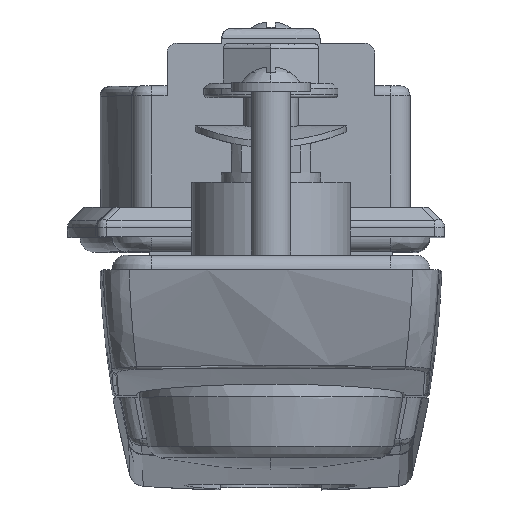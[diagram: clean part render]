
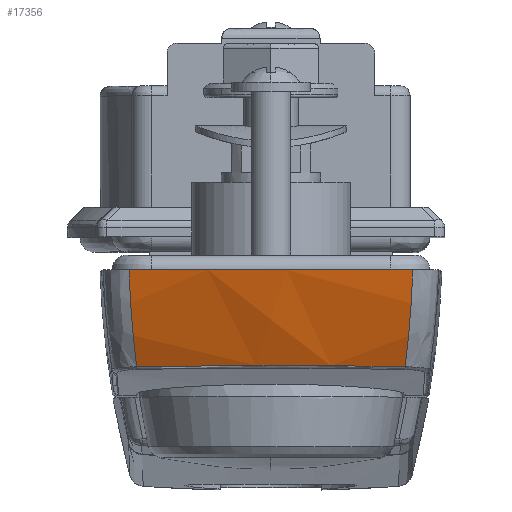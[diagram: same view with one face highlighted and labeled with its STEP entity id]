
A CAD part, top view. The second image highlights one B-rep face of the part: STEP entity #17356.
In plain terms, the highlighted free-form (B-spline) face has degree [2, 2] with [3, 3] control points.
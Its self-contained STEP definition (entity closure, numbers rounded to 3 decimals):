
#14050=CARTESIAN_POINT('',(-9.743,-13.518,26.304));
#14051=VERTEX_POINT('',#14050);
#14312=CARTESIAN_POINT('',(-9.743,13.518,26.304));
#14313=VERTEX_POINT('',#14312);
#14345=CARTESIAN_POINT('',(-9.743,13.518,26.304));
#14346=CARTESIAN_POINT('',(-9.696,11.275,26.602));
#14347=CARTESIAN_POINT('',(-9.661,9.027,26.827));
#14348=CARTESIAN_POINT('',(-9.613,4.521,27.126));
#14349=CARTESIAN_POINT('',(-9.601,2.263,27.201));
#14350=CARTESIAN_POINT('',(-9.601,-1.131,27.201));
#14351=CARTESIAN_POINT('',(-9.604,-2.261,27.182));
#14352=CARTESIAN_POINT('',(-9.616,-4.52,27.107));
#14353=CARTESIAN_POINT('',(-9.625,-5.647,27.051));
#14354=CARTESIAN_POINT('',(-9.661,-9.027,26.827));
#14355=CARTESIAN_POINT('',(-9.696,-11.275,26.602));
#14356=CARTESIAN_POINT('',(-9.743,-13.518,26.304));
#14357=B_SPLINE_CURVE_WITH_KNOTS('',3,(#14345,#14346,#14347,#14348,#14349,#14350,#14351,#14352,#14353,#14354,#14355,#14356),.UNSPECIFIED.,.F.,.U.,(4,2,2,2,2,4),(0.0,0.25,0.5,0.625,0.75,1.0),.UNSPECIFIED.);
#14358=EDGE_CURVE('',#14313,#14051,#14357,.T.);
#15261=CARTESIAN_POINT('',(0.,-14.277,29.439));
#15262=VERTEX_POINT('',#15261);
#15263=CARTESIAN_POINT('',(-9.743,-13.518,26.304));
#15264=CARTESIAN_POINT('',(-9.362,-13.565,26.497));
#15265=CARTESIAN_POINT('',(-8.977,-13.611,26.683));
#15266=CARTESIAN_POINT('',(-8.2,-13.7,27.039));
#15267=CARTESIAN_POINT('',(-7.417,-13.785,27.379));
#15268=CARTESIAN_POINT('',(-6.62,-13.862,27.689));
#15269=CARTESIAN_POINT('',(-5.815,-13.936,27.983));
#15270=CARTESIAN_POINT('',(-5.41,-13.97,28.123));
#15271=CARTESIAN_POINT('',(-4.188,-14.067,28.516));
#15272=CARTESIAN_POINT('',(-3.362,-14.122,28.746));
#15273=CARTESIAN_POINT('',(-2.109,-14.191,29.043));
#15274=CARTESIAN_POINT('',(-1.69,-14.212,29.134));
#15275=CARTESIAN_POINT('',(-1.058,-14.239,29.258));
#15276=CARTESIAN_POINT('',(-0.847,-14.247,29.297));
#15277=CARTESIAN_POINT('',(-0.424,-14.263,29.371));
#15278=CARTESIAN_POINT('',(-0.212,-14.27,29.406));
#15279=CARTESIAN_POINT('',(0.,-14.277,29.439));
#15280=B_SPLINE_CURVE_WITH_KNOTS('',3,(#15263,#15264,#15265,#15266,#15267,#15268,#15269,#15270,#15271,#15272,#15273,#15274,#15275,#15276,#15277,#15278,#15279),.UNSPECIFIED.,.F.,.U.,(4,2,1,2,2,2,2,2,4),(0.0,0.125,0.25,0.375,0.5,0.75,0.875,0.938,1.0),.UNSPECIFIED.);
#15281=EDGE_CURVE('',#14051,#15262,#15280,.T.);
#15412=CARTESIAN_POINT('',(0.,14.277,29.439));
#15413=VERTEX_POINT('',#15412);
#15414=CARTESIAN_POINT('',(0.,14.277,29.439));
#15415=CARTESIAN_POINT('',(-0.212,14.27,29.406));
#15416=CARTESIAN_POINT('',(-0.424,14.263,29.371));
#15417=CARTESIAN_POINT('',(-0.847,14.247,29.297));
#15418=CARTESIAN_POINT('',(-1.48,14.222,29.179));
#15419=CARTESIAN_POINT('',(-2.528,14.171,28.952));
#15420=CARTESIAN_POINT('',(-3.358,14.12,28.738));
#15421=CARTESIAN_POINT('',(-4.184,14.065,28.508));
#15422=CARTESIAN_POINT('',(-4.595,14.035,28.385));
#15423=CARTESIAN_POINT('',(-5.818,13.938,27.991));
#15424=CARTESIAN_POINT('',(-6.621,13.865,27.698));
#15425=CARTESIAN_POINT('',(-8.204,13.702,27.046));
#15426=CARTESIAN_POINT('',(-8.981,13.613,26.69));
#15427=CARTESIAN_POINT('',(-9.743,13.518,26.304));
#15428=B_SPLINE_CURVE_WITH_KNOTS('',3,(#15414,#15415,#15416,#15417,#15418,#15419,#15420,#15421,#15422,#15423,#15424,#15425,#15426,#15427),.UNSPECIFIED.,.F.,.U.,(4,2,1,1,2,2,2,4),(0.0,0.063,0.125,0.25,0.375,0.5,0.75,1.0),.UNSPECIFIED.);
#15429=EDGE_CURVE('',#15413,#14313,#15428,.T.);
#17321=CARTESIAN_POINT('',(0.506,-15.701,29.328));
#17322=CARTESIAN_POINT('',(0.506,0.,31.501));
#17323=CARTESIAN_POINT('',(0.506,15.701,29.328));
#17324=CARTESIAN_POINT('',(-5.159,-15.591,28.532));
#17325=CARTESIAN_POINT('',(-5.159,0.,30.69));
#17326=CARTESIAN_POINT('',(-5.159,15.591,28.532));
#17327=CARTESIAN_POINT('',(-10.195,-15.218,25.84));
#17328=CARTESIAN_POINT('',(-10.195,0.,27.947));
#17329=CARTESIAN_POINT('',(-10.195,15.218,25.84));
#17337=(BOUNDED_SURFACE()B_SPLINE_SURFACE(2,2,((#17321,#17324,#17327),(#17322,#17325,#17328),(#17323,#17326,#17329)),.UNSPECIFIED.,.F.,.F.,.U.)B_SPLINE_SURFACE_WITH_KNOTS((3,3),(3,3),(0.0,31.551),(0.0,11.354),.UNSPECIFIED.)GEOMETRIC_REPRESENTATION_ITEM()RATIONAL_B_SPLINE_SURFACE(((0.917,0.902,0.916),(0.908,0.894,0.908),(0.917,0.902,0.916)))REPRESENTATION_ITEM('')SURFACE());
#17338=ORIENTED_EDGE('',*,*,#15429,.T.);
#17339=ORIENTED_EDGE('',*,*,#14358,.T.);
#17340=ORIENTED_EDGE('',*,*,#15281,.T.);
#17341=CARTESIAN_POINT('',(0.,-14.277,29.439));
#17342=CARTESIAN_POINT('',(0.,0.,31.235));
#17343=CARTESIAN_POINT('',(0.,14.277,29.439));
#17351=(BOUNDED_CURVE()B_SPLINE_CURVE(2,(#17341,#17342,#17343),.UNSPECIFIED.,.F.,.U.)CURVE()GEOMETRIC_REPRESENTATION_ITEM()QUASI_UNIFORM_CURVE()RATIONAL_B_SPLINE_CURVE((1.0,0.992,1.0))REPRESENTATION_ITEM(''));
#17352=EDGE_CURVE('',#15262,#15413,#17351,.T.);
#17353=ORIENTED_EDGE('',*,*,#17352,.T.);
#17354=EDGE_LOOP('',(#17338,#17339,#17340,#17353));
#17355=FACE_OUTER_BOUND('',#17354,.T.);
#17356=ADVANCED_FACE('',(#17355),#17337,.T.);
